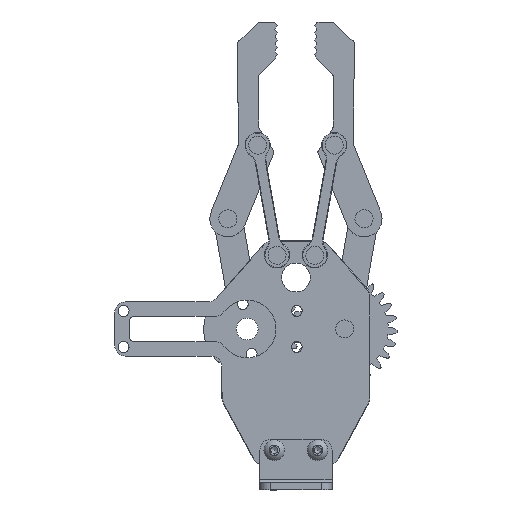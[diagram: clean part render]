
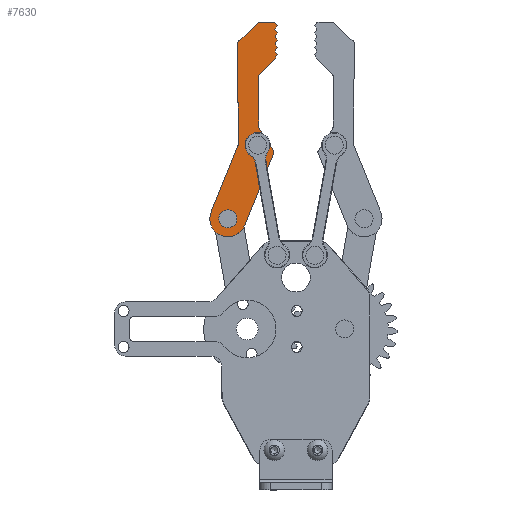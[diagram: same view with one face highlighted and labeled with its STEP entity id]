
A CAD part, top view. The second image highlights one B-rep face of the part: STEP entity #7630.
In plain terms, the highlighted planar face has unit normal (0, 0, 1).
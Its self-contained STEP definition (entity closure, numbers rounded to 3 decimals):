
#293=FACE_BOUND('',#1159,.T.);
#294=FACE_BOUND('',#1160,.T.);
#361=PLANE('',#8623);
#690=FACE_OUTER_BOUND('',#1158,.T.);
#1158=EDGE_LOOP('',(#6322,#6323,#6324,#6325,#6326,#6327,#6328,#6329,#6330,
#6331,#6332,#6333,#6334,#6335,#6336,#6337,#6338,#6339,#6340,#6341,#6342,
#6343,#6344,#6345,#6346));
#1159=EDGE_LOOP('',(#6347));
#1160=EDGE_LOOP('',(#6348));
#1594=LINE('',#13194,#2073);
#1598=LINE('',#13203,#2077);
#1600=LINE('',#13208,#2079);
#1606=LINE('',#13219,#2085);
#1609=LINE('',#13225,#2088);
#1612=LINE('',#13231,#2091);
#1615=LINE('',#13237,#2094);
#1618=LINE('',#13243,#2097);
#1621=LINE('',#13249,#2100);
#1624=LINE('',#13255,#2103);
#1627=LINE('',#13261,#2106);
#1630=LINE('',#13267,#2109);
#1633=LINE('',#13273,#2112);
#1636=LINE('',#13279,#2115);
#1637=LINE('',#13283,#2116);
#1641=LINE('',#13292,#2120);
#1645=LINE('',#13300,#2124);
#1650=LINE('',#13309,#2129);
#2073=VECTOR('',#10710,1000.);
#2077=VECTOR('',#10716,1000.);
#2079=VECTOR('',#10720,1000.);
#2085=VECTOR('',#10728,1000.);
#2088=VECTOR('',#10733,1000.);
#2091=VECTOR('',#10738,1000.);
#2094=VECTOR('',#10743,1000.);
#2097=VECTOR('',#10748,1000.);
#2100=VECTOR('',#10753,1000.);
#2103=VECTOR('',#10758,1000.);
#2106=VECTOR('',#10763,1000.);
#2109=VECTOR('',#10768,1000.);
#2112=VECTOR('',#10773,1000.);
#2115=VECTOR('',#10778,1000.);
#2116=VECTOR('',#10781,1000.);
#2120=VECTOR('',#10787,1000.);
#2124=VECTOR('',#10793,1000.);
#2129=VECTOR('',#10800,1000.);
#2719=CIRCLE('',#8597,1.5);
#2721=CIRCLE('',#8600,1.5);
#2723=CIRCLE('',#8603,5.);
#2725=CIRCLE('',#8624,1.);
#2726=CIRCLE('',#8625,1.);
#2727=CIRCLE('',#8626,1.);
#2728=CIRCLE('',#8627,1.);
#2729=CIRCLE('',#8628,1.);
#2730=CIRCLE('',#8629,1.);
#3385=VERTEX_POINT('',#13167);
#3387=VERTEX_POINT('',#13173);
#3389=VERTEX_POINT('',#13179);
#3390=VERTEX_POINT('',#13180);
#3395=VERTEX_POINT('',#13191);
#3396=VERTEX_POINT('',#13193);
#3399=VERTEX_POINT('',#13200);
#3400=VERTEX_POINT('',#13202);
#3401=VERTEX_POINT('',#13206);
#3402=VERTEX_POINT('',#13207);
#3406=VERTEX_POINT('',#13217);
#3408=VERTEX_POINT('',#13223);
#3410=VERTEX_POINT('',#13229);
#3412=VERTEX_POINT('',#13235);
#3414=VERTEX_POINT('',#13241);
#3416=VERTEX_POINT('',#13247);
#3418=VERTEX_POINT('',#13253);
#3420=VERTEX_POINT('',#13259);
#3422=VERTEX_POINT('',#13265);
#3424=VERTEX_POINT('',#13271);
#3426=VERTEX_POINT('',#13277);
#3427=VERTEX_POINT('',#13281);
#3428=VERTEX_POINT('',#13282);
#3431=VERTEX_POINT('',#13290);
#3432=VERTEX_POINT('',#13291);
#3435=VERTEX_POINT('',#13299);
#3438=VERTEX_POINT('',#13307);
#4378=EDGE_CURVE('',#3385,#3385,#2719,.T.);
#4381=EDGE_CURVE('',#3387,#3387,#2721,.T.);
#4384=EDGE_CURVE('',#3389,#3390,#2723,.T.);
#4390=EDGE_CURVE('',#3395,#3396,#1594,.T.);
#4394=EDGE_CURVE('',#3399,#3400,#1598,.T.);
#4396=EDGE_CURVE('',#3401,#3402,#1600,.T.);
#4402=EDGE_CURVE('',#3401,#3406,#1606,.T.);
#4405=EDGE_CURVE('',#3406,#3408,#1609,.T.);
#4408=EDGE_CURVE('',#3408,#3410,#1612,.T.);
#4411=EDGE_CURVE('',#3410,#3412,#1615,.T.);
#4414=EDGE_CURVE('',#3412,#3414,#1618,.T.);
#4417=EDGE_CURVE('',#3414,#3416,#1621,.T.);
#4420=EDGE_CURVE('',#3416,#3418,#1624,.T.);
#4423=EDGE_CURVE('',#3418,#3420,#1627,.T.);
#4426=EDGE_CURVE('',#3420,#3422,#1630,.T.);
#4429=EDGE_CURVE('',#3422,#3424,#1633,.T.);
#4432=EDGE_CURVE('',#3426,#3424,#1636,.T.);
#4433=EDGE_CURVE('',#3427,#3428,#1637,.T.);
#4437=EDGE_CURVE('',#3431,#3432,#1641,.T.);
#4441=EDGE_CURVE('',#3389,#3435,#1645,.T.);
#4446=EDGE_CURVE('',#3390,#3438,#1650,.T.);
#4447=EDGE_CURVE('',#3426,#3428,#2725,.T.);
#4448=EDGE_CURVE('',#3427,#3432,#2726,.T.);
#4449=EDGE_CURVE('',#3431,#3435,#2727,.T.);
#4450=EDGE_CURVE('',#3438,#3396,#2728,.T.);
#4451=EDGE_CURVE('',#3395,#3400,#2729,.T.);
#4452=EDGE_CURVE('',#3399,#3402,#2730,.T.);
#6322=ORIENTED_EDGE('',*,*,#4432,.F.);
#6323=ORIENTED_EDGE('',*,*,#4447,.T.);
#6324=ORIENTED_EDGE('',*,*,#4433,.F.);
#6325=ORIENTED_EDGE('',*,*,#4448,.T.);
#6326=ORIENTED_EDGE('',*,*,#4437,.F.);
#6327=ORIENTED_EDGE('',*,*,#4449,.T.);
#6328=ORIENTED_EDGE('',*,*,#4441,.F.);
#6329=ORIENTED_EDGE('',*,*,#4384,.T.);
#6330=ORIENTED_EDGE('',*,*,#4446,.T.);
#6331=ORIENTED_EDGE('',*,*,#4450,.T.);
#6332=ORIENTED_EDGE('',*,*,#4390,.F.);
#6333=ORIENTED_EDGE('',*,*,#4451,.T.);
#6334=ORIENTED_EDGE('',*,*,#4394,.F.);
#6335=ORIENTED_EDGE('',*,*,#4452,.T.);
#6336=ORIENTED_EDGE('',*,*,#4396,.F.);
#6337=ORIENTED_EDGE('',*,*,#4402,.T.);
#6338=ORIENTED_EDGE('',*,*,#4405,.T.);
#6339=ORIENTED_EDGE('',*,*,#4408,.T.);
#6340=ORIENTED_EDGE('',*,*,#4411,.T.);
#6341=ORIENTED_EDGE('',*,*,#4414,.T.);
#6342=ORIENTED_EDGE('',*,*,#4417,.T.);
#6343=ORIENTED_EDGE('',*,*,#4420,.T.);
#6344=ORIENTED_EDGE('',*,*,#4423,.T.);
#6345=ORIENTED_EDGE('',*,*,#4426,.T.);
#6346=ORIENTED_EDGE('',*,*,#4429,.T.);
#6347=ORIENTED_EDGE('',*,*,#4378,.F.);
#6348=ORIENTED_EDGE('',*,*,#4381,.F.);
#7630=ADVANCED_FACE('',(#690,#293,#294),#361,.T.);
#8597=AXIS2_PLACEMENT_3D('',#13168,#10686,#10687);
#8600=AXIS2_PLACEMENT_3D('',#13174,#10693,#10694);
#8603=AXIS2_PLACEMENT_3D('',#13181,#10700,#10701);
#8623=AXIS2_PLACEMENT_3D('',#13310,#10801,#10802);
#8624=AXIS2_PLACEMENT_3D('',#13311,#10803,#10804);
#8625=AXIS2_PLACEMENT_3D('',#13312,#10805,#10806);
#8626=AXIS2_PLACEMENT_3D('',#13313,#10807,#10808);
#8627=AXIS2_PLACEMENT_3D('',#13314,#10809,#10810);
#8628=AXIS2_PLACEMENT_3D('',#13315,#10811,#10812);
#8629=AXIS2_PLACEMENT_3D('',#13316,#10813,#10814);
#10686=DIRECTION('center_axis',(0.,0.,1.));
#10687=DIRECTION('ref_axis',(1.,0.,0.));
#10693=DIRECTION('center_axis',(0.,0.,1.));
#10694=DIRECTION('ref_axis',(1.,0.,0.));
#10700=DIRECTION('center_axis',(0.,0.,1.));
#10701=DIRECTION('ref_axis',(1.,0.,0.));
#10710=DIRECTION('',(-0.581,-0.814,0.));
#10716=DIRECTION('',(-0.925,-0.38,0.));
#10720=DIRECTION('',(-0.929,0.369,0.));
#10728=DIRECTION('',(0.986,-0.168,0.));
#10733=DIRECTION('',(0.583,0.813,0.));
#10738=DIRECTION('',(0.986,-0.168,0.));
#10743=DIRECTION('',(0.583,0.813,0.));
#10748=DIRECTION('',(0.986,-0.168,0.));
#10753=DIRECTION('',(0.583,0.813,0.));
#10758=DIRECTION('',(0.986,-0.168,0.));
#10763=DIRECTION('',(0.583,0.813,0.));
#10768=DIRECTION('',(0.986,-0.168,0.));
#10773=DIRECTION('',(0.583,0.813,0.));
#10778=DIRECTION('',(0.38,-0.925,0.));
#10781=DIRECTION('',(0.91,-0.415,0.));
#10787=DIRECTION('',(0.925,0.38,0.));
#10793=DIRECTION('',(1.,0.,0.));
#10800=DIRECTION('',(1.,0.,0.));
#10801=DIRECTION('center_axis',(0.,0.,1.));
#10802=DIRECTION('ref_axis',(1.,0.,0.));
#10803=DIRECTION('center_axis',(0.,0.,1.));
#10804=DIRECTION('ref_axis',(1.,0.,0.));
#10805=DIRECTION('center_axis',(0.,0.,1.));
#10806=DIRECTION('ref_axis',(1.,0.,0.));
#10807=DIRECTION('center_axis',(0.,0.,-1.));
#10808=DIRECTION('ref_axis',(1.,0.,0.));
#10809=DIRECTION('center_axis',(0.,0.,1.));
#10810=DIRECTION('ref_axis',(1.,0.,0.));
#10811=DIRECTION('center_axis',(0.,0.,-1.));
#10812=DIRECTION('ref_axis',(1.,0.,0.));
#10813=DIRECTION('center_axis',(0.,0.,-1.));
#10814=DIRECTION('ref_axis',(1.,0.,0.));
#13167=CARTESIAN_POINT('',(-12.088,0.,3.));
#13168=CARTESIAN_POINT('Origin',(-13.588,0.,3.));
#13173=CARTESIAN_POINT('',(9.912,0.,3.));
#13174=CARTESIAN_POINT('Origin',(8.412,0.,3.));
#13179=CARTESIAN_POINT('',(-13.588,5.,3.));
#13180=CARTESIAN_POINT('',(-13.588,-5.,3.));
#13181=CARTESIAN_POINT('Origin',(-13.588,0.,3.));
#13191=CARTESIAN_POINT('',(12.975,1.387,3.));
#13193=CARTESIAN_POINT('',(8.711,-4.581,3.));
#13194=CARTESIAN_POINT('',(7.935,-5.668,3.));
#13200=CARTESIAN_POINT('',(25.939,6.882,3.));
#13202=CARTESIAN_POINT('',(13.408,1.731,3.));
#13203=CARTESIAN_POINT('',(1.33,-3.235,3.));
#13206=CARTESIAN_POINT('',(32.601,4.54,3.));
#13207=CARTESIAN_POINT('',(26.688,6.887,3.));
#13208=CARTESIAN_POINT('',(5.994,15.101,3.));
#13217=CARTESIAN_POINT('',(33.763,4.342,3.));
#13219=CARTESIAN_POINT('',(1.668,9.803,3.));
#13223=CARTESIAN_POINT('',(34.45,5.301,3.));
#13225=CARTESIAN_POINT('',(20.241,-14.515,3.));
#13229=CARTESIAN_POINT('',(35.613,5.103,3.));
#13231=CARTESIAN_POINT('',(1.846,10.848,3.));
#13235=CARTESIAN_POINT('',(36.3,6.061,3.));
#13237=CARTESIAN_POINT('',(21.102,-15.133,3.));
#13241=CARTESIAN_POINT('',(37.463,5.863,3.));
#13243=CARTESIAN_POINT('',(2.023,11.893,3.));
#13247=CARTESIAN_POINT('',(38.15,6.822,3.));
#13249=CARTESIAN_POINT('',(21.964,-15.75,3.));
#13253=CARTESIAN_POINT('',(39.313,6.624,3.));
#13255=CARTESIAN_POINT('',(2.201,12.938,3.));
#13259=CARTESIAN_POINT('',(40.,7.582,3.));
#13261=CARTESIAN_POINT('',(22.825,-16.368,3.));
#13265=CARTESIAN_POINT('',(41.162,7.384,3.));
#13267=CARTESIAN_POINT('',(2.379,13.983,3.));
#13271=CARTESIAN_POINT('',(41.85,8.343,3.));
#13273=CARTESIAN_POINT('',(23.686,-16.986,3.));
#13277=CARTESIAN_POINT('',(40.289,12.139,3.));
#13279=CARTESIAN_POINT('',(38.732,15.925,3.));
#13281=CARTESIAN_POINT('',(33.215,15.658,3.));
#13282=CARTESIAN_POINT('',(39.778,12.669,3.));
#13283=CARTESIAN_POINT('',(11.614,25.497,3.));
#13290=CARTESIAN_POINT('',(6.645,5.075,3.));
#13291=CARTESIAN_POINT('',(32.421,15.673,3.));
#13292=CARTESIAN_POINT('',(-0.824,2.004,3.));
#13299=CARTESIAN_POINT('',(6.265,5.,3.));
#13300=CARTESIAN_POINT('',(0.,5.,3.));
#13307=CARTESIAN_POINT('',(7.898,-5.,3.));
#13309=CARTESIAN_POINT('',(0.,-5.,3.));
#13310=CARTESIAN_POINT('Origin',(0.,0.,3.));
#13311=CARTESIAN_POINT('Origin',(39.364,11.759,3.));
#13312=CARTESIAN_POINT('Origin',(32.801,14.748,3.));
#13313=CARTESIAN_POINT('Origin',(6.265,6.,3.));
#13314=CARTESIAN_POINT('Origin',(7.898,-4.,3.));
#13315=CARTESIAN_POINT('Origin',(13.789,0.806,3.));
#13316=CARTESIAN_POINT('Origin',(26.319,5.958,3.));
